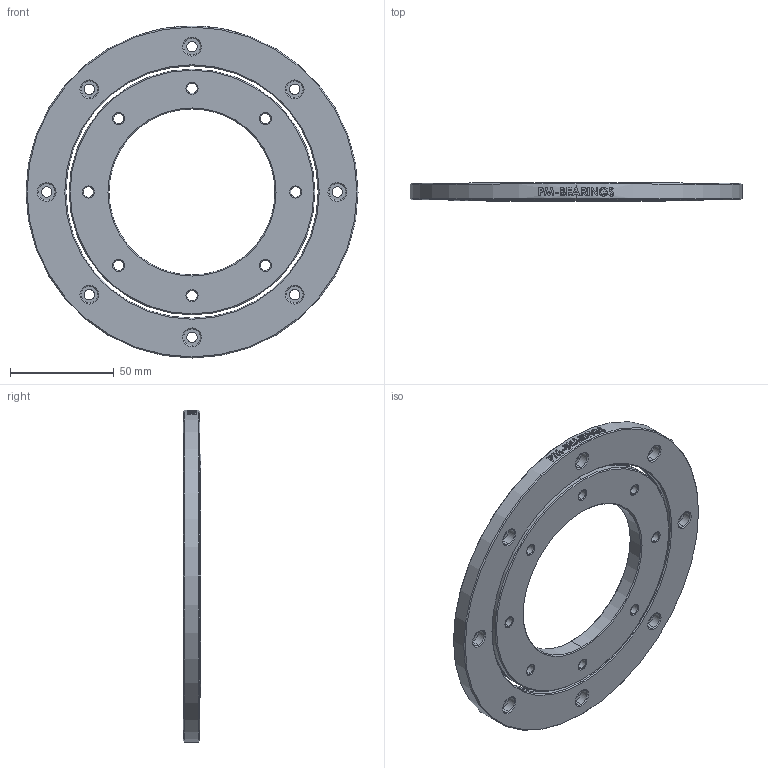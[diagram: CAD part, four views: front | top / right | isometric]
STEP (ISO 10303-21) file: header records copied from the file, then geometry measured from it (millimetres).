
FILE_DESCRIPTION (( 'STEP AP214' ), '1' );
FILE_NAME ('FMB-80.160.STEP', '2012-03-24T08:58:09', ( '' ), ( '' ), 'SwSTEP 2.0', 'SolidWorks 2011', '' );
FILE_SCHEMA (( 'AUTOMOTIVE_DESIGN' ));
Length unit declared in the file: millimetre
Products named in the file (1): FMB-80.160
Bounding box: 160 x 8.5 x 160 mm (x, y, z)
Volume: 108976 mm3; surface area: 43307.2 mm2
Topology: 2 solids, 2 shells, 345 faces, 824 edges, 514 vertices
Faces by surface type: plane 108, cylinder 92, cone 88, bspline 43, torus 14
Entity records: 13601 total; most frequent: CARTESIAN_POINT 4061, DIRECTION 1650, ORIENTED_EDGE 1648, EDGE_CURVE 824, AXIS2_PLACEMENT_3D 653, VERTEX_POINT 514, EDGE_LOOP 412, CIRCLE 350
